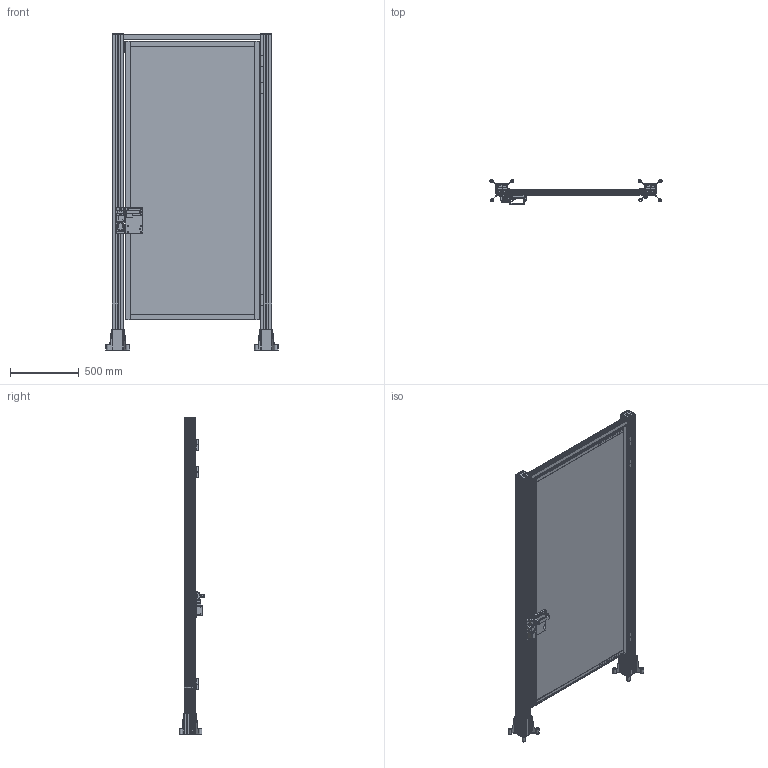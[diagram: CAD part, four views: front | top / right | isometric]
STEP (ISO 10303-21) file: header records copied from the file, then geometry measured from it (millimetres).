
FILE_DESCRIPTION(/* description */ ('Bezeichnung'),/* implementation_level */ '2;1');
FILE_NAME(/* name */ 'SZ8111N.stp',/* time_stamp */ '2015-11-17T10:15:04+01:00',/* author */ ('Marina Kaa'),/* organization */ (''),/* preprocessor_version */ 'ST-DEVELOPER v15.6',/* originating_system */ 'Autodesk Inventor 2015',/* authorisation */ 'Stückzahl');
FILE_SCHEMA (('AUTOMOTIVE_DESIGN { 1 0 10303 214 3 1 1 }'));
Products named in the file (1): SZ8111_K
Bounding box: 1253.94 x 184.34 x 2304 mm (x, y, z)
Volume: 19184237.7 mm3; surface area: 15450074.4 mm2
Topology: 9 solids, 36 shells, 5438 faces, 16044 edges, 10484 vertices
Faces by surface type: plane 2334, cylinder 1682, bspline 1156, cone 186, sphere 42, torus 38
Full cylindrical faces by diameter (mm): 2.5 x4, 4.134 x4, 4.2 x8, 4.917 x11, 5 x5, 5.1 x6, 6 x7, 6.4 x1, 6.6 x12, 6.647 x7, 6.65 x12, 6.8 x5, 7.8 x6, 7.9 x6, 8 x9, 8.2 x8, 8.5 x6, 9 x6, 9.8 x1, 10 x6, 11 x6, 11.8 x6, 12 x18, 13 x10, 14 x2, 20 x3
Entity records: 212735 total; most frequent: CARTESIAN_POINT 69812, ORIENTED_EDGE 30926, DIRECTION 25065, EDGE_CURVE 15461, VERTEX_POINT 10255, LINE 8675, VECTOR 8675, AXIS2_PLACEMENT_3D 8195
